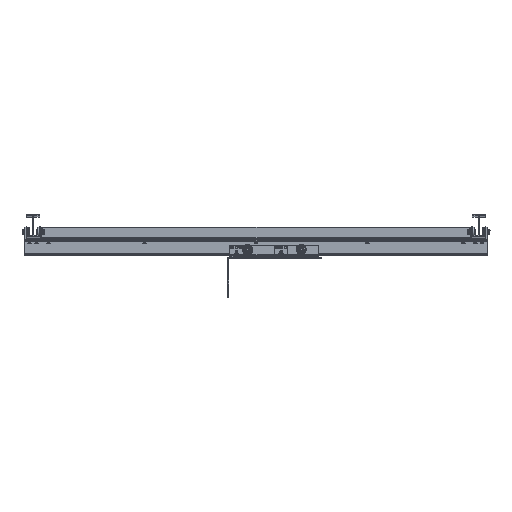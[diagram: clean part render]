
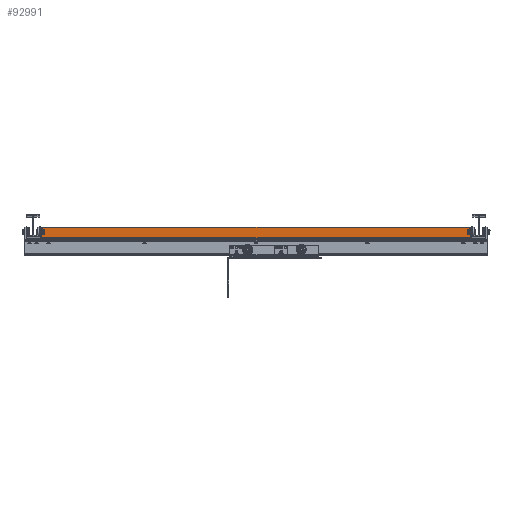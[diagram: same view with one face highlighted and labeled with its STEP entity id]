
A CAD part, top view. The second image highlights one B-rep face of the part: STEP entity #92991.
In plain terms, the highlighted free-form (B-spline) face has degree [1, 1] with [2, 2] control points.
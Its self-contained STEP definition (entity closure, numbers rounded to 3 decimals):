
#92963 = EDGE_CURVE('',#92964,#92966,#92968,.T.);
#92964 = VERTEX_POINT('',#92965);
#92965 = CARTESIAN_POINT('',(-7.329,-87.078,
    -2320.943));
#92966 = VERTEX_POINT('',#92967);
#92967 = CARTESIAN_POINT('',(-1666.027,-87.078,
    -2320.943));
#92968 = B_SPLINE_CURVE_WITH_KNOTS('',1,(#92969,#92970),.UNSPECIFIED.,
  .F.,.F.,(2,2),(0.,1923.88),.PIECEWISE_BEZIER_KNOTS.);
#92969 = CARTESIAN_POINT('',(-7.329,-87.078,
    -2320.943));
#92970 = CARTESIAN_POINT('',(-1666.027,-87.078,
    -2320.943));
#92991 = ADVANCED_FACE('',(#92992),#93014,.T.);
#92992 = FACE_BOUND('',#92993,.T.);
#92993 = EDGE_LOOP('',(#92994,#93001,#93002,#93009));
#92994 = ORIENTED_EDGE('',*,*,#92995,.F.);
#92995 = EDGE_CURVE('',#92966,#92996,#92998,.T.);
#92996 = VERTEX_POINT('',#92997);
#92997 = CARTESIAN_POINT('',(-1666.027,-46.557,
    -2320.943));
#92998 = B_SPLINE_CURVE_WITH_KNOTS('',1,(#92999,#93000),.UNSPECIFIED.,
  .F.,.F.,(2,2),(0.,47.),.PIECEWISE_BEZIER_KNOTS.);
#92999 = CARTESIAN_POINT('',(-1666.027,-87.078,
    -2320.943));
#93000 = CARTESIAN_POINT('',(-1666.027,-46.557,
    -2320.943));
#93001 = ORIENTED_EDGE('',*,*,#92963,.F.);
#93002 = ORIENTED_EDGE('',*,*,#93003,.T.);
#93003 = EDGE_CURVE('',#92964,#93004,#93006,.T.);
#93004 = VERTEX_POINT('',#93005);
#93005 = CARTESIAN_POINT('',(-7.329,-46.557,
    -2320.943));
#93006 = B_SPLINE_CURVE_WITH_KNOTS('',1,(#93007,#93008),.UNSPECIFIED.,
  .F.,.F.,(2,2),(0.,47.),.PIECEWISE_BEZIER_KNOTS.);
#93007 = CARTESIAN_POINT('',(-7.329,-87.078,
    -2320.943));
#93008 = CARTESIAN_POINT('',(-7.329,-46.557,
    -2320.943));
#93009 = ORIENTED_EDGE('',*,*,#93010,.T.);
#93010 = EDGE_CURVE('',#93004,#92996,#93011,.T.);
#93011 = B_SPLINE_CURVE_WITH_KNOTS('',1,(#93012,#93013),.UNSPECIFIED.,
  .F.,.F.,(2,2),(0.,1923.88),.PIECEWISE_BEZIER_KNOTS.);
#93012 = CARTESIAN_POINT('',(-7.329,-46.557,
    -2320.943));
#93013 = CARTESIAN_POINT('',(-1666.027,-46.557,
    -2320.943));
#93014 = B_SPLINE_SURFACE_WITH_KNOTS('',1,1,(
    (#93015,#93016)
    ,(#93017,#93018
    )),.UNSPECIFIED.,.F.,.F.,.F.,(2,2),(2,2),(0.,47.),(0.,1923.88),
  .PIECEWISE_BEZIER_KNOTS.);
#93015 = CARTESIAN_POINT('',(-7.329,-87.078,
    -2320.943));
#93016 = CARTESIAN_POINT('',(-1666.027,-87.078,
    -2320.943));
#93017 = CARTESIAN_POINT('',(-7.329,-46.557,
    -2320.943));
#93018 = CARTESIAN_POINT('',(-1666.027,-46.557,
    -2320.943));
